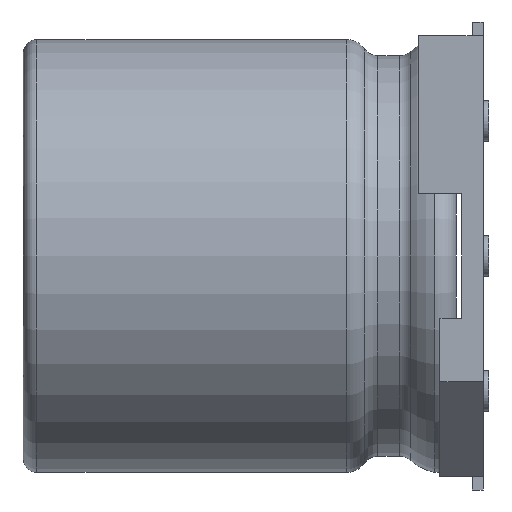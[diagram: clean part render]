
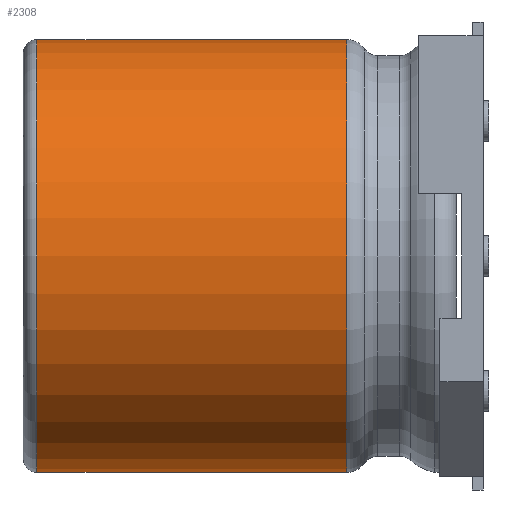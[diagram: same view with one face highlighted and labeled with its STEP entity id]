
A CAD part, left-side view. The second image highlights one B-rep face of the part: STEP entity #2308.
In plain terms, the highlighted cylindrical face has radius 8 mm (diameter 16 mm), a partial arc.
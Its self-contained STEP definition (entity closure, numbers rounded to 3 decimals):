
#148 = AXIS2_PLACEMENT_3D ( 'NONE', #409, #13743, #3106 ) ;
#277 = DIRECTION ( 'NONE',  ( 0., 1., 0. ) ) ;
#409 = CARTESIAN_POINT ( 'NONE',  ( 0., 17., 0. ) ) ;
#1473 = DIRECTION ( 'NONE',  ( 0., -1., 0. ) ) ;
#1675 = EDGE_CURVE ( 'NONE', #14697, #15111, #9405, .T. ) ;
#2308 = ADVANCED_FACE ( 'NONE', ( #9669 ), #5530, .T. ) ;
#2729 = LINE ( 'NONE', #8008, #3649 ) ;
#2764 = CARTESIAN_POINT ( 'NONE',  ( 0., 17., 8. ) ) ;
#3106 = DIRECTION ( 'NONE',  ( 0., 0., -1. ) ) ;
#3313 = DIRECTION ( 'NONE',  ( 0., 0., -1. ) ) ;
#3649 = VECTOR ( 'NONE', #9135, 1000. ) ;
#4207 = CARTESIAN_POINT ( 'NONE',  ( 0., 16.5, -8. ) ) ;
#4378 = ORIENTED_EDGE ( 'NONE', *, *, #5739, .F. ) ;
#4578 = CARTESIAN_POINT ( 'NONE',  ( 0., 5.049, -8. ) ) ;
#5080 = CARTESIAN_POINT ( 'NONE',  ( 0., 16.5, 8. ) ) ;
#5085 = DIRECTION ( 'NONE',  ( 0., -1., 0. ) ) ;
#5123 = CARTESIAN_POINT ( 'NONE',  ( 0., 5.049, 8. ) ) ;
#5530 = CYLINDRICAL_SURFACE ( 'NONE', #148, 8. ) ;
#5739 = EDGE_CURVE ( 'NONE', #17064, #15111, #15748, .T. ) ;
#6680 = VERTEX_POINT ( 'NONE', #4207 ) ;
#7856 = EDGE_CURVE ( 'NONE', #6680, #14697, #2729, .T. ) ;
#8008 = CARTESIAN_POINT ( 'NONE',  ( 0., 17., -8. ) ) ;
#8031 = ORIENTED_EDGE ( 'NONE', *, *, #7856, .T. ) ;
#8250 = ORIENTED_EDGE ( 'NONE', *, *, #11723, .T. ) ;
#9135 = DIRECTION ( 'NONE',  ( 0., -1., 0. ) ) ;
#9405 = CIRCLE ( 'NONE', #13831, 8. ) ;
#9669 = FACE_OUTER_BOUND ( 'NONE', #12152, .T. ) ;
#9798 = CIRCLE ( 'NONE', #16952, 8. ) ;
#11313 = CARTESIAN_POINT ( 'NONE',  ( 0., 16.5, 0. ) ) ;
#11723 = EDGE_CURVE ( 'NONE', #17064, #6680, #9798, .T. ) ;
#12136 = CARTESIAN_POINT ( 'NONE',  ( 0., 5.049, 0. ) ) ;
#12152 = EDGE_LOOP ( 'NONE', ( #4378, #8250, #8031, #16123 ) ) ;
#13743 = DIRECTION ( 'NONE',  ( 0., -1., 0. ) ) ;
#13831 = AXIS2_PLACEMENT_3D ( 'NONE', #12136, #277, #3313 ) ;
#14697 = VERTEX_POINT ( 'NONE', #4578 ) ;
#15111 = VERTEX_POINT ( 'NONE', #5123 ) ;
#15635 = VECTOR ( 'NONE', #1473, 1000. ) ;
#15748 = LINE ( 'NONE', #2764, #15635 ) ;
#16123 = ORIENTED_EDGE ( 'NONE', *, *, #1675, .T. ) ;
#16597 = DIRECTION ( 'NONE',  ( 0., 0., 1. ) ) ;
#16952 = AXIS2_PLACEMENT_3D ( 'NONE', #11313, #5085, #16597 ) ;
#17064 = VERTEX_POINT ( 'NONE', #5080 ) ;
